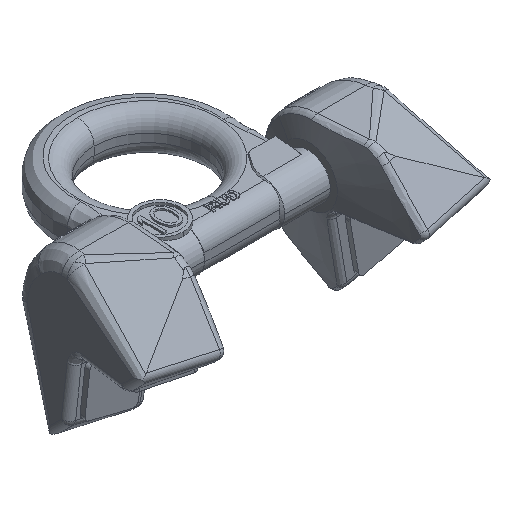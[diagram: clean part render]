
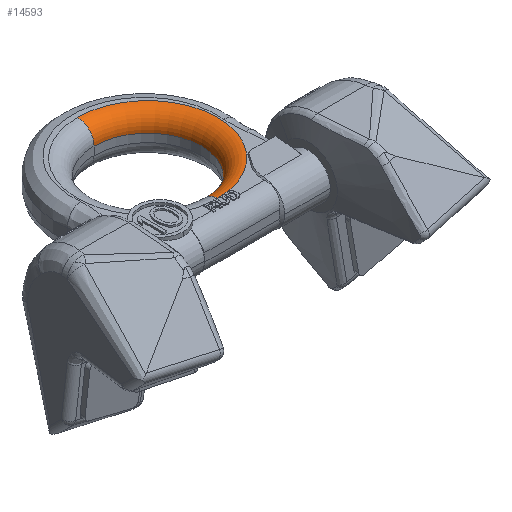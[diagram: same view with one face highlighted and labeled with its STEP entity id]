
A CAD part, isometric view. The second image highlights one B-rep face of the part: STEP entity #14593.
In plain terms, the highlighted toroidal (fillet/blend) face has major radius 42.5 mm and minor radius 10 mm.
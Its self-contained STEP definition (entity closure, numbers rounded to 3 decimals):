
#8754=CARTESIAN_POINT('',(0.,88.,-2.5));
#8755=DIRECTION('',(-1.,0.,0.));
#8756=DIRECTION('',(0.,0.,-1.));
#8757=AXIS2_PLACEMENT_3D('',#8754,#8755,#8756);
#8791=CARTESIAN_POINT('',(0.,45.5,-12.5));
#8792=DIRECTION('',(0.,0.,-1.));
#8793=DIRECTION('',(0.,-1.,0.));
#8794=AXIS2_PLACEMENT_3D('',#8791,#8792,#8793);
#8796=CARTESIAN_POINT('',(0.,3.,-2.5));
#8797=DIRECTION('',(1.,0.,0.));
#8798=DIRECTION('',(0.,0.,-1.));
#8799=AXIS2_PLACEMENT_3D('',#8796,#8797,#8798);
#8801=CARTESIAN_POINT('',(0.,45.5,-2.5));
#8802=DIRECTION('',(0.,0.,-1.));
#8803=DIRECTION('',(0.,-1.,0.));
#8804=AXIS2_PLACEMENT_3D('',#8801,#8802,#8803);
#11463=CARTESIAN_POINT('',(0.,78.,-2.5));
#11464=CARTESIAN_POINT('',(0.,13.,-2.5));
#11465=VERTEX_POINT('',#11463);
#11466=VERTEX_POINT('',#11464);
#11467=CARTESIAN_POINT('',(0.,3.,-12.5));
#11468=VERTEX_POINT('',#11467);
#11469=CARTESIAN_POINT('',(0.,88.,-12.5));
#11470=VERTEX_POINT('',#11469);
#14581=CARTESIAN_POINT('',(0.,45.5,-2.5));
#14582=DIRECTION('',(0.,0.,1.));
#14583=DIRECTION('',(0.007,-1.,0.));
#14584=AXIS2_PLACEMENT_3D('',#14581,#14582,#14583);
#14585=TOROIDAL_SURFACE('',#14584,42.5,10.);
#14586=ORIENTED_EDGE('',*,*,#13681,.F.);
#14587=ORIENTED_EDGE('',*,*,#14574,.T.);
#14589=ORIENTED_EDGE('',*,*,#14588,.T.);
#14590=ORIENTED_EDGE('',*,*,#14570,.F.);
#14591=EDGE_LOOP('',(#14586,#14587,#14589,#14590));
#14592=FACE_OUTER_BOUND('',#14591,.F.);
#14593=ADVANCED_FACE('',(#14592),#14585,.T.);
#8758=CIRCLE('',#8757,10.);
#8795=CIRCLE('',#8794,42.5);
#8800=CIRCLE('',#8799,10.);
#8805=CIRCLE('',#8804,32.5);
#13681=EDGE_CURVE('',#11468,#11470,#8795,.T.);
#14570=EDGE_CURVE('',#11470,#11465,#8758,.T.);
#14574=EDGE_CURVE('',#11468,#11466,#8800,.T.);
#14588=EDGE_CURVE('',#11466,#11465,#8805,.T.);
